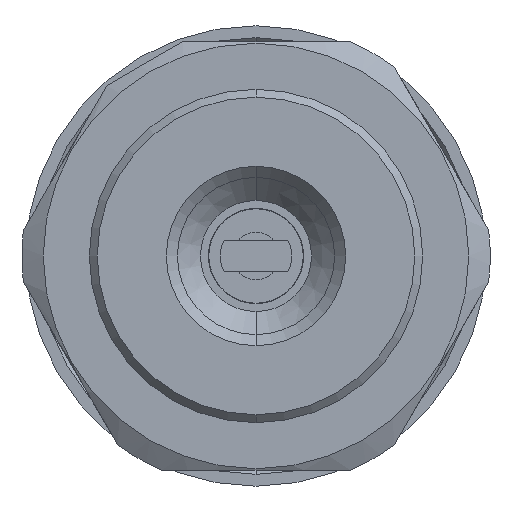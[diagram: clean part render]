
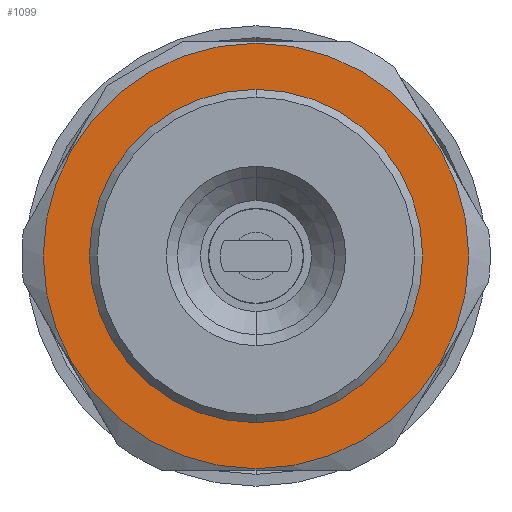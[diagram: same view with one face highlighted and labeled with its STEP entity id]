
A CAD part, front view. The second image highlights one B-rep face of the part: STEP entity #1099.
In plain terms, the highlighted face is planar.
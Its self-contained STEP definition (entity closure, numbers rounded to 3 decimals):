
#273 = CARTESIAN_POINT ( 'NONE',  ( 33.5, 0., 13.4 ) ) ;
#782 = ORIENTED_EDGE ( 'NONE', *, *, #4424, .T. ) ;
#788 = AXIS2_PLACEMENT_3D ( 'NONE', #1524, #1826, #2106 ) ;
#796 = DIRECTION ( 'NONE',  ( 0., 0., 1. ) ) ;
#808 = DIRECTION ( 'NONE',  ( -1., 0., 0. ) ) ;
#814 = CARTESIAN_POINT ( 'NONE',  ( 33.5, 0., 0. ) ) ;
#819 = VERTEX_POINT ( 'NONE', #2559 ) ;
#987 = VERTEX_POINT ( 'NONE', #6268 ) ;
#1099 = ADVANCED_FACE ( 'NONE', ( #6287, #6239 ), #6228, .F. ) ;
#1157 = ORIENTED_EDGE ( 'NONE', *, *, #5225, .T. ) ;
#1524 = CARTESIAN_POINT ( 'NONE',  ( 33.5, 13.4, 0. ) ) ;
#1572 = DIRECTION ( 'NONE',  ( 0., 0., 1. ) ) ;
#1609 = DIRECTION ( 'NONE',  ( -1., 0., 0. ) ) ;
#1610 = CARTESIAN_POINT ( 'NONE',  ( 33.5, 0., 0. ) ) ;
#1826 = DIRECTION ( 'NONE',  ( -1., 0., 0. ) ) ;
#1941 = CIRCLE ( 'NONE', #4017, 13.4 ) ;
#2061 = EDGE_LOOP ( 'NONE', ( #782, #1157 ) ) ;
#2106 = DIRECTION ( 'NONE',  ( 0., 0., 1. ) ) ;
#2108 = CARTESIAN_POINT ( 'NONE',  ( 33.5, 0., -13.4 ) ) ;
#2263 = VERTEX_POINT ( 'NONE', #2108 ) ;
#2559 = CARTESIAN_POINT ( 'NONE',  ( 33.5, 0., 10.5 ) ) ;
#3491 = EDGE_LOOP ( 'NONE', ( #3712, #5018 ) ) ;
#3607 = DIRECTION ( 'NONE',  ( 0., 0., 1. ) ) ;
#3712 = ORIENTED_EDGE ( 'NONE', *, *, #4645, .F. ) ;
#3728 = DIRECTION ( 'NONE',  ( -1., 0., 0. ) ) ;
#3775 = CARTESIAN_POINT ( 'NONE',  ( 33.5, 0., 0. ) ) ;
#3939 = AXIS2_PLACEMENT_3D ( 'NONE', #1610, #1609, #1572 ) ;
#3974 = DIRECTION ( 'NONE',  ( 0., 0., 1. ) ) ;
#4017 = AXIS2_PLACEMENT_3D ( 'NONE', #3775, #3728, #3607 ) ;
#4265 = DIRECTION ( 'NONE',  ( -1., 0., 0. ) ) ;
#4424 = EDGE_CURVE ( 'NONE', #819, #987, #5668, .T. ) ;
#4436 = CARTESIAN_POINT ( 'NONE',  ( 33.5, 0., 0. ) ) ;
#4464 = CIRCLE ( 'NONE', #5870, 13.4 ) ;
#4645 = EDGE_CURVE ( 'NONE', #6337, #2263, #4464, .T. ) ;
#5018 = ORIENTED_EDGE ( 'NONE', *, *, #5146, .F. ) ;
#5146 = EDGE_CURVE ( 'NONE', #2263, #6337, #1941, .T. ) ;
#5225 = EDGE_CURVE ( 'NONE', #987, #819, #5546, .T. ) ;
#5546 = CIRCLE ( 'NONE', #3939, 10.5 ) ;
#5668 = CIRCLE ( 'NONE', #6254, 10.5 ) ;
#5870 = AXIS2_PLACEMENT_3D ( 'NONE', #4436, #4265, #3974 ) ;
#6228 = PLANE ( 'NONE',  #788 ) ;
#6239 = FACE_BOUND ( 'NONE', #2061, .T. ) ;
#6254 = AXIS2_PLACEMENT_3D ( 'NONE', #814, #808, #796 ) ;
#6268 = CARTESIAN_POINT ( 'NONE',  ( 33.5, 0., -10.5 ) ) ;
#6287 = FACE_OUTER_BOUND ( 'NONE', #3491, .T. ) ;
#6337 = VERTEX_POINT ( 'NONE', #273 ) ;
